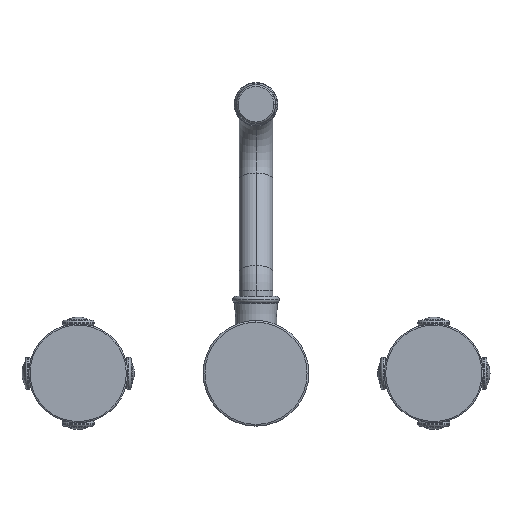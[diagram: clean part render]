
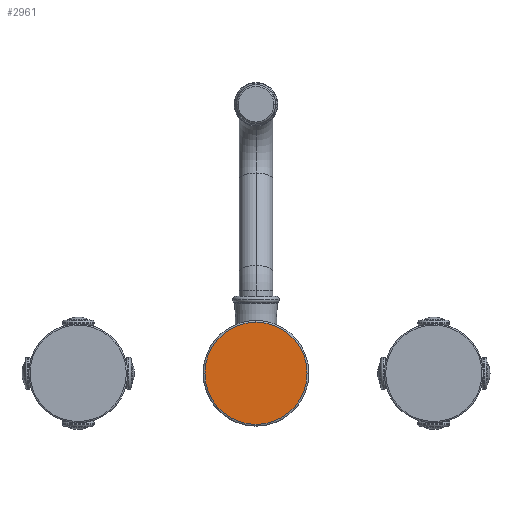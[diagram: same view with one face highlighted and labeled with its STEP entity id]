
A CAD part, front view. The second image highlights one B-rep face of the part: STEP entity #2961.
In plain terms, the highlighted planar face has unit normal (0, -1, 0).
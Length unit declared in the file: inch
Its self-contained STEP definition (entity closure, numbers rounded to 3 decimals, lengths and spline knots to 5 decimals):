
#974=CARTESIAN_POINT('',(0.,0.,0.));
#975=DIRECTION('',(0.,1.,0.));
#976=DIRECTION('',(0.,0.,1.));
#977=AXIS2_PLACEMENT_3D('',#974,#975,#976);
#979=CARTESIAN_POINT('',(0.,0.,0.));
#980=DIRECTION('',(0.,1.,0.));
#981=DIRECTION('',(0.,0.,-1.));
#982=AXIS2_PLACEMENT_3D('',#979,#980,#981);
#1314=CARTESIAN_POINT('',(0.,0.,1.14922));
#1315=VERTEX_POINT('',#1314);
#1318=CARTESIAN_POINT('',(0.,0.,-1.14922));
#1319=VERTEX_POINT('',#1318);
#2952=CARTESIAN_POINT('',(0.,0.,0.));
#2953=DIRECTION('',(0.,-1.,0.));
#2954=DIRECTION('',(0.,0.,-1.));
#2955=AXIS2_PLACEMENT_3D('',#2952,#2953,#2954);
#2956=PLANE('',#2955);
#2957=ORIENTED_EDGE('',*,*,#2927,.T.);
#2958=ORIENTED_EDGE('',*,*,#2945,.T.);
#2959=EDGE_LOOP('',(#2957,#2958));
#2960=FACE_OUTER_BOUND('',#2959,.F.);
#2961=ADVANCED_FACE('',(#2960),#2956,.T.);
#978=CIRCLE('',#977,1.14922);
#983=CIRCLE('',#982,1.14922);
#2927=EDGE_CURVE('',#1315,#1319,#978,.T.);
#2945=EDGE_CURVE('',#1319,#1315,#983,.T.);
